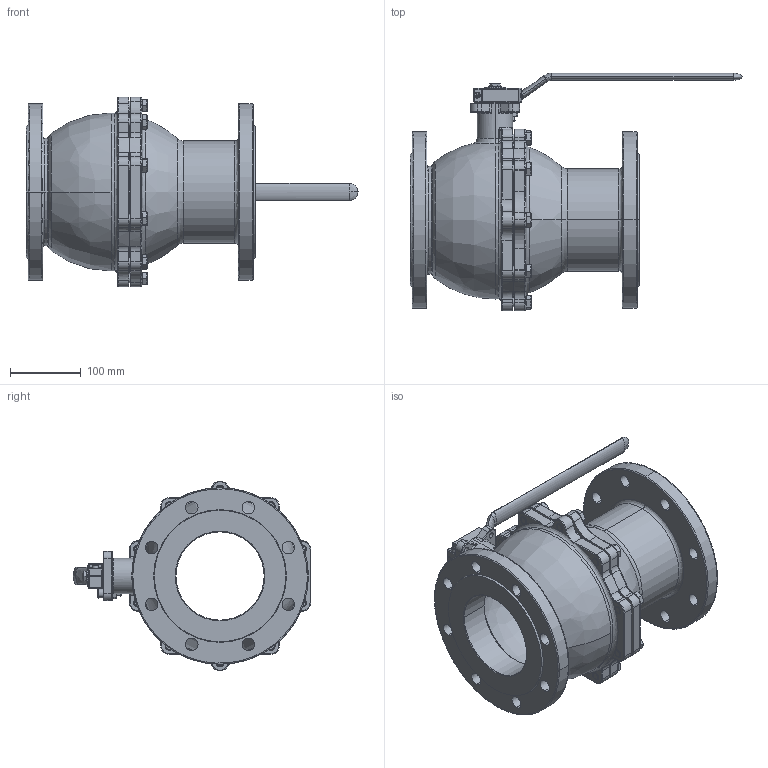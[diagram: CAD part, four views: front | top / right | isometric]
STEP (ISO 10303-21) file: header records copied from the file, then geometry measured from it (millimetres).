
FILE_DESCRIPTION (( 'STEP AP214' ), '1' );
FILE_NAME ('Fig. 150 DN-125.STEP', '2020-10-15T08:42:05', ( '' ), ( '' ), 'SwSTEP 2.0', 'SolidWorks 2020', '' );
FILE_SCHEMA (( 'AUTOMOTIVE_DESIGN' ));
Length unit declared in the file: millimetre
Products named in the file (1): Fig. 150  DN-125
Bounding box: 470.5 x 336.5 x 269 mm (x, y, z)
Volume: 3907972.8 mm3; surface area: 684396.5 mm2
Topology: 20 solids, 20 shells, 1045 faces, 2474 edges, 1468 vertices
Faces by surface type: cylinder 346, plane 326, bspline 192, cone 160, sphere 14, torus 7
Entity records: 56402 total; most frequent: CARTESIAN_POINT 21522, ORIENTED_EDGE 4860, DIRECTION 4836, EDGE_CURVE 2430, AXIS2_PLACEMENT_3D 1981, VERTEX_POINT 1456, EDGE_LOOP 1172, CIRCLE 1127
